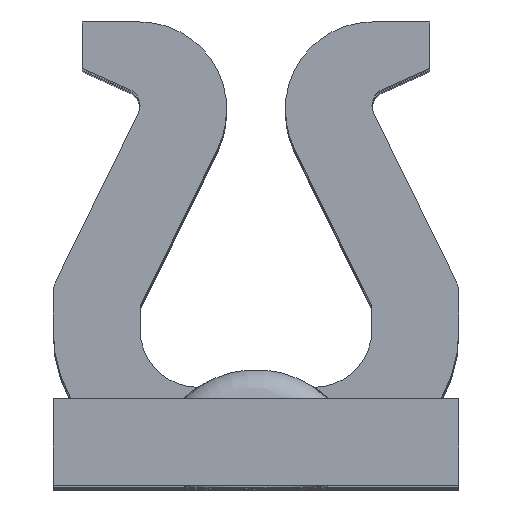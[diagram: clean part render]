
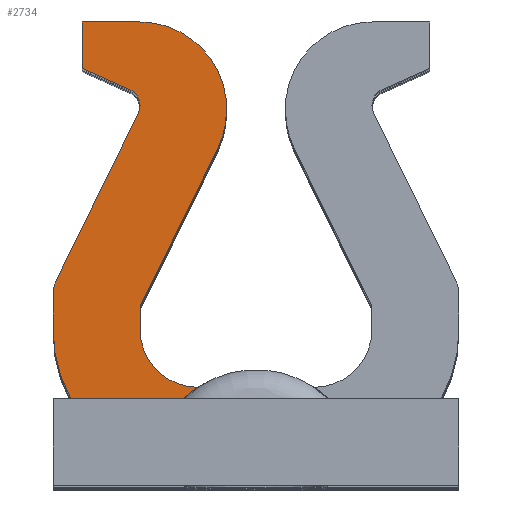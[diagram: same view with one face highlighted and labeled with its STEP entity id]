
A CAD part, top view. The second image highlights one B-rep face of the part: STEP entity #2734.
In plain terms, the highlighted planar face has unit normal (0, 0, 1).
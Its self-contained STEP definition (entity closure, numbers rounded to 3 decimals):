
#553=CARTESIAN_POINT('',(-0.1,0.27,1.76));
#554=DIRECTION('',(0.,0.,1.));
#555=DIRECTION('',(-1.,0.,0.));
#556=AXIS2_PLACEMENT_3D('',#553,#554,#555);
#561=DIRECTION('',(0.,-1.,0.));
#562=VECTOR('',#561,0.06);
#563=CARTESIAN_POINT('',(-0.35,0.33,1.76));
#564=LINE('',#563,#562);
#568=CARTESIAN_POINT('',(-0.29,0.33,1.76));
#569=DIRECTION('',(0.,0.,1.));
#570=DIRECTION('',(-0.897,0.441,0.));
#571=AXIS2_PLACEMENT_3D('',#568,#569,#570);
#576=DIRECTION('',(-0.441,-0.897,0.));
#577=VECTOR('',#576,0.319);
#578=CARTESIAN_POINT('',(-0.203,0.643,1.76));
#579=LINE('',#578,#577);
#583=CARTESIAN_POINT('',(-0.23,0.656,1.76));
#584=DIRECTION('',(0.,0.,-1.));
#585=DIRECTION('',(0.407,0.913,0.));
#586=AXIS2_PLACEMENT_3D('',#583,#584,#585);
#591=DIRECTION('',(0.913,-0.407,0.));
#592=VECTOR('',#591,0.09);
#593=CARTESIAN_POINT('',(-0.3,0.72,1.76));
#594=LINE('',#593,#592);
#598=DIRECTION('',(0.,-1.,0.));
#599=VECTOR('',#598,0.08);
#600=CARTESIAN_POINT('',(-0.3,0.8,1.76));
#601=LINE('',#600,#599);
#605=CARTESIAN_POINT('',(-0.201,0.65,1.76));
#606=DIRECTION('',(0.,0.,1.));
#607=DIRECTION('',(0.98,-0.199,0.));
#608=AXIS2_PLACEMENT_3D('',#605,#606,#607);
#613=CARTESIAN_POINT('',(-0.23,0.656,1.76));
#614=DIRECTION('',(0.,0.,1.));
#615=DIRECTION('',(0.897,-0.441,0.));
#616=AXIS2_PLACEMENT_3D('',#613,#614,#615);
#621=DIRECTION('',(0.441,0.897,0.));
#622=VECTOR('',#621,0.298);
#623=CARTESIAN_POINT('',(-0.2,0.309,1.76));
#624=LINE('',#623,#622);
#628=DIRECTION('',(0.,1.,0.));
#629=VECTOR('',#628,0.039);
#630=CARTESIAN_POINT('',(-0.2,0.27,1.76));
#631=LINE('',#630,#629);
#635=CARTESIAN_POINT('',(-0.1,0.27,1.76));
#636=DIRECTION('',(0.,0.,-1.));
#637=DIRECTION('',(-0.002,-1.,0.));
#638=AXIS2_PLACEMENT_3D('',#635,#636,#637);
#643=CARTESIAN_POINT('',(0.,0.02,1.76));
#644=DIRECTION('',(0.,0.,1.));
#645=DIRECTION('',(-0.557,0.831,0.));
#646=AXIS2_PLACEMENT_3D('',#643,#644,#645);
#791=DIRECTION('',(-1.,0.,0.));
#792=VECTOR('',#791,0.099);
#793=CARTESIAN_POINT('',(-0.201,0.8,1.76));
#794=LINE('',#793,#792);
#870=DIRECTION('',(1.,0.,0.));
#871=VECTOR('',#870,0.194);
#872=CARTESIAN_POINT('',(-0.319,0.15,1.76));
#873=LINE('',#872,#871);
#2160=CARTESIAN_POINT('',(-0.2,0.309,1.76));
#2161=CARTESIAN_POINT('',(-0.068,0.577,1.76));
#2162=VERTEX_POINT('',#2160);
#2163=VERTEX_POINT('',#2161);
#2164=CARTESIAN_POINT('',(-0.054,0.62,1.76));
#2165=VERTEX_POINT('',#2164);
#2166=CARTESIAN_POINT('',(-0.201,0.8,1.76));
#2167=VERTEX_POINT('',#2166);
#2168=CARTESIAN_POINT('',(-0.3,0.8,1.76));
#2169=CARTESIAN_POINT('',(-0.3,0.72,1.76));
#2170=VERTEX_POINT('',#2168);
#2171=VERTEX_POINT('',#2169);
#2172=CARTESIAN_POINT('',(-0.218,0.683,1.76));
#2173=VERTEX_POINT('',#2172);
#2174=CARTESIAN_POINT('',(-0.203,0.643,1.76));
#2175=VERTEX_POINT('',#2174);
#2176=CARTESIAN_POINT('',(-0.344,0.356,1.76));
#2177=VERTEX_POINT('',#2176);
#2178=CARTESIAN_POINT('',(-0.35,0.33,1.76));
#2179=VERTEX_POINT('',#2178);
#2180=CARTESIAN_POINT('',(-0.35,0.27,1.76));
#2181=VERTEX_POINT('',#2180);
#2206=CARTESIAN_POINT('',(-0.2,0.27,1.76));
#2207=VERTEX_POINT('',#2206);
#2316=CARTESIAN_POINT('',(-0.1,0.17,1.76));
#2317=CARTESIAN_POINT('',(-0.125,0.15,1.76));
#2318=VERTEX_POINT('',#2316);
#2319=VERTEX_POINT('',#2317);
#2385=CARTESIAN_POINT('',(-0.319,0.15,1.76));
#2387=VERTEX_POINT('',#2385);
#2698=CARTESIAN_POINT('',(0.,0.,1.76));
#2699=DIRECTION('',(0.,0.,1.));
#2700=DIRECTION('',(1.,0.,0.));
#2701=AXIS2_PLACEMENT_3D('',#2698,#2699,#2700);
#2702=PLANE('',#2701);
#2703=ORIENTED_EDGE('',*,*,#2686,.F.);
#2705=ORIENTED_EDGE('',*,*,#2704,.F.);
#2707=ORIENTED_EDGE('',*,*,#2706,.F.);
#2709=ORIENTED_EDGE('',*,*,#2708,.F.);
#2711=ORIENTED_EDGE('',*,*,#2710,.F.);
#2713=ORIENTED_EDGE('',*,*,#2712,.F.);
#2715=ORIENTED_EDGE('',*,*,#2714,.F.);
#2717=ORIENTED_EDGE('',*,*,#2716,.F.);
#2719=ORIENTED_EDGE('',*,*,#2718,.F.);
#2721=ORIENTED_EDGE('',*,*,#2720,.F.);
#2723=ORIENTED_EDGE('',*,*,#2722,.F.);
#2725=ORIENTED_EDGE('',*,*,#2724,.F.);
#2727=ORIENTED_EDGE('',*,*,#2726,.F.);
#2729=ORIENTED_EDGE('',*,*,#2728,.T.);
#2731=ORIENTED_EDGE('',*,*,#2730,.F.);
#2732=EDGE_LOOP('',(#2703,#2705,#2707,#2709,#2711,#2713,#2715,#2717,#2719,#2721,
#2723,#2725,#2727,#2729,#2731));
#2733=FACE_OUTER_BOUND('',#2732,.F.);
#2734=ADVANCED_FACE('',(#2733),#2702,.T.);
#557=CIRCLE('',#556,0.25);
#572=CIRCLE('',#571,0.06);
#587=CIRCLE('',#586,0.03);
#609=CIRCLE('',#608,0.15);
#617=CIRCLE('',#616,0.18);
#639=CIRCLE('',#638,0.1);
#647=CIRCLE('',#646,0.18);
#2686=EDGE_CURVE('',#2181,#2387,#557,.T.);
#2704=EDGE_CURVE('',#2179,#2181,#564,.T.);
#2706=EDGE_CURVE('',#2177,#2179,#572,.T.);
#2708=EDGE_CURVE('',#2175,#2177,#579,.T.);
#2710=EDGE_CURVE('',#2173,#2175,#587,.T.);
#2712=EDGE_CURVE('',#2171,#2173,#594,.T.);
#2714=EDGE_CURVE('',#2170,#2171,#601,.T.);
#2716=EDGE_CURVE('',#2167,#2170,#794,.T.);
#2718=EDGE_CURVE('',#2165,#2167,#609,.T.);
#2720=EDGE_CURVE('',#2163,#2165,#617,.T.);
#2722=EDGE_CURVE('',#2162,#2163,#624,.T.);
#2724=EDGE_CURVE('',#2207,#2162,#631,.T.);
#2726=EDGE_CURVE('',#2318,#2207,#639,.T.);
#2728=EDGE_CURVE('',#2318,#2319,#647,.T.);
#2730=EDGE_CURVE('',#2387,#2319,#873,.T.);
